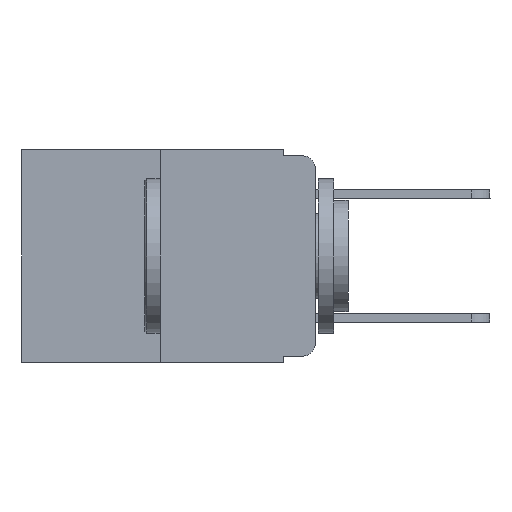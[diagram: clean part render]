
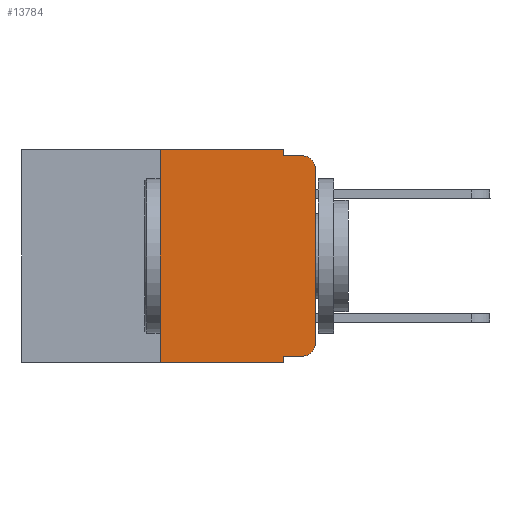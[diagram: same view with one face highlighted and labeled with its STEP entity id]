
A CAD part, left-side view. The second image highlights one B-rep face of the part: STEP entity #13784.
In plain terms, the highlighted planar face has unit normal (-1, 0, 0).
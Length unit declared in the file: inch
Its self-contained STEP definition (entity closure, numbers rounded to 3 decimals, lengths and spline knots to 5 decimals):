
#729 = DIRECTION ( 'NONE',  ( 1., 0., 0. ) ) ;
#749 = CIRCLE ( 'NONE', #11643, 0.02 ) ;
#887 = VERTEX_POINT ( 'NONE', #18760 ) ;
#1315 = VECTOR ( 'NONE', #12416, 39.37008 ) ;
#1511 = EDGE_CURVE ( 'NONE', #16498, #5545, #749, .T. ) ;
#1555 = VERTEX_POINT ( 'NONE', #6396 ) ;
#1811 = CARTESIAN_POINT ( 'NONE',  ( 0., 0.473, 0. ) ) ;
#1849 = EDGE_CURVE ( 'NONE', #887, #10386, #5798, .T. ) ;
#2232 = AXIS2_PLACEMENT_3D ( 'NONE', #12470, #17145, #5249 ) ;
#2248 = DIRECTION ( 'NONE',  ( 0., -1., 0. ) ) ;
#2481 = DIRECTION ( 'NONE',  ( 0., 0., -1. ) ) ;
#2838 = DIRECTION ( 'NONE',  ( 0., -1., 0. ) ) ;
#3234 = LINE ( 'NONE', #7405, #13956 ) ;
#3411 = VERTEX_POINT ( 'NONE', #6962 ) ;
#3553 = LINE ( 'NONE', #1811, #18145 ) ;
#3905 = CARTESIAN_POINT ( 'NONE',  ( 0., 0., -0.313 ) ) ;
#4021 = VECTOR ( 'NONE', #2248, 39.37008 ) ;
#4408 = CIRCLE ( 'NONE', #2232, 0.02 ) ;
#4555 = VERTEX_POINT ( 'NONE', #7692 ) ;
#4592 = DIRECTION ( 'NONE',  ( 0., 0., -1. ) ) ;
#4682 = EDGE_CURVE ( 'NONE', #3411, #9958, #4408, .T. ) ;
#4749 = ORIENTED_EDGE ( 'NONE', *, *, #8621, .F. ) ;
#4778 = LINE ( 'NONE', #10729, #18639 ) ;
#5249 = DIRECTION ( 'NONE',  ( 0., 0., -1. ) ) ;
#5288 = ORIENTED_EDGE ( 'NONE', *, *, #4682, .T. ) ;
#5483 = EDGE_CURVE ( 'NONE', #1555, #887, #3553, .T. ) ;
#5545 = VERTEX_POINT ( 'NONE', #8312 ) ;
#5798 = LINE ( 'NONE', #14792, #17574 ) ;
#6032 = CARTESIAN_POINT ( 'NONE',  ( 0., 0., 0. ) ) ;
#6111 = CARTESIAN_POINT ( 'NONE',  ( 0., 0.02, -0.03 ) ) ;
#6396 = CARTESIAN_POINT ( 'NONE',  ( 0., 0.25, 0. ) ) ;
#6764 = CARTESIAN_POINT ( 'NONE',  ( 0., 0.25, -0.343 ) ) ;
#6840 = ORIENTED_EDGE ( 'NONE', *, *, #8248, .F. ) ;
#6962 = CARTESIAN_POINT ( 'NONE',  ( 0., 0.02, -0.333 ) ) ;
#6980 = LINE ( 'NONE', #9633, #4021 ) ;
#7405 = CARTESIAN_POINT ( 'NONE',  ( 0., 0.051, 0. ) ) ;
#7692 = CARTESIAN_POINT ( 'NONE',  ( 0., 0.051, -0.343 ) ) ;
#7854 = ORIENTED_EDGE ( 'NONE', *, *, #8528, .F. ) ;
#8248 = EDGE_CURVE ( 'NONE', #11129, #4555, #3234, .T. ) ;
#8301 = EDGE_CURVE ( 'NONE', #9958, #16498, #11705, .T. ) ;
#8312 = CARTESIAN_POINT ( 'NONE',  ( 0., 0.02, -0.01 ) ) ;
#8346 = CARTESIAN_POINT ( 'NONE',  ( 0., 0.051, -0.01 ) ) ;
#8528 = EDGE_CURVE ( 'NONE', #15418, #1555, #4778, .T. ) ;
#8621 = EDGE_CURVE ( 'NONE', #10386, #5545, #6980, .T. ) ;
#8891 = EDGE_LOOP ( 'NONE', ( #15692, #16010, #4749, #18455, #12492, #7854, #18285, #6840, #11748, #5288 ) ) ;
#9153 = DIRECTION ( 'NONE',  ( 0., 0., 1. ) ) ;
#9466 = CARTESIAN_POINT ( 'NONE',  ( 0., 0.473, -0.343 ) ) ;
#9633 = CARTESIAN_POINT ( 'NONE',  ( 0., 0.051, -0.01 ) ) ;
#9958 = VERTEX_POINT ( 'NONE', #3905 ) ;
#10136 = CARTESIAN_POINT ( 'NONE',  ( 0., 0.051, -0.333 ) ) ;
#10386 = VERTEX_POINT ( 'NONE', #8346 ) ;
#10535 = LINE ( 'NONE', #10136, #14143 ) ;
#10729 = CARTESIAN_POINT ( 'NONE',  ( 0., 0.25, 0. ) ) ;
#11129 = VERTEX_POINT ( 'NONE', #14937 ) ;
#11155 = VECTOR ( 'NONE', #9153, 39.37008 ) ;
#11643 = AXIS2_PLACEMENT_3D ( 'NONE', #6111, #14818, #16662 ) ;
#11705 = LINE ( 'NONE', #6032, #11155 ) ;
#11748 = ORIENTED_EDGE ( 'NONE', *, *, #15943, .T. ) ;
#12293 = DIRECTION ( 'NONE',  ( 0., 0., 1. ) ) ;
#12416 = DIRECTION ( 'NONE',  ( 0., -1., 0. ) ) ;
#12470 = CARTESIAN_POINT ( 'NONE',  ( 0., 0.02, -0.313 ) ) ;
#12492 = ORIENTED_EDGE ( 'NONE', *, *, #5483, .F. ) ;
#12811 = CARTESIAN_POINT ( 'NONE',  ( 0., 0.473, 0. ) ) ;
#13340 = CARTESIAN_POINT ( 'NONE',  ( 0., 0., -0.03 ) ) ;
#13699 = DIRECTION ( 'NONE',  ( 0., -1., 0. ) ) ;
#13784 = ADVANCED_FACE ( 'NONE', ( #14382 ), #14186, .F. ) ;
#13956 = VECTOR ( 'NONE', #4592, 39.37008 ) ;
#14058 = EDGE_CURVE ( 'NONE', #15418, #4555, #15345, .T. ) ;
#14143 = VECTOR ( 'NONE', #2838, 39.37008 ) ;
#14186 = PLANE ( 'NONE',  #16296 ) ;
#14382 = FACE_OUTER_BOUND ( 'NONE', #8891, .T. ) ;
#14792 = CARTESIAN_POINT ( 'NONE',  ( 0., 0.051, 0. ) ) ;
#14818 = DIRECTION ( 'NONE',  ( -1., 0., 0. ) ) ;
#14937 = CARTESIAN_POINT ( 'NONE',  ( 0., 0.051, -0.333 ) ) ;
#14985 = DIRECTION ( 'NONE',  ( 0., 0., -1. ) ) ;
#15345 = LINE ( 'NONE', #9466, #1315 ) ;
#15418 = VERTEX_POINT ( 'NONE', #6764 ) ;
#15692 = ORIENTED_EDGE ( 'NONE', *, *, #8301, .T. ) ;
#15943 = EDGE_CURVE ( 'NONE', #11129, #3411, #10535, .T. ) ;
#16010 = ORIENTED_EDGE ( 'NONE', *, *, #1511, .T. ) ;
#16296 = AXIS2_PLACEMENT_3D ( 'NONE', #12811, #729, #2481 ) ;
#16498 = VERTEX_POINT ( 'NONE', #13340 ) ;
#16662 = DIRECTION ( 'NONE',  ( 0., 0., -1. ) ) ;
#17145 = DIRECTION ( 'NONE',  ( -1., 0., 0. ) ) ;
#17574 = VECTOR ( 'NONE', #14985, 39.37008 ) ;
#18145 = VECTOR ( 'NONE', #13699, 39.37008 ) ;
#18285 = ORIENTED_EDGE ( 'NONE', *, *, #14058, .T. ) ;
#18455 = ORIENTED_EDGE ( 'NONE', *, *, #1849, .F. ) ;
#18639 = VECTOR ( 'NONE', #12293, 39.37008 ) ;
#18760 = CARTESIAN_POINT ( 'NONE',  ( 0., 0.051, 0. ) ) ;
